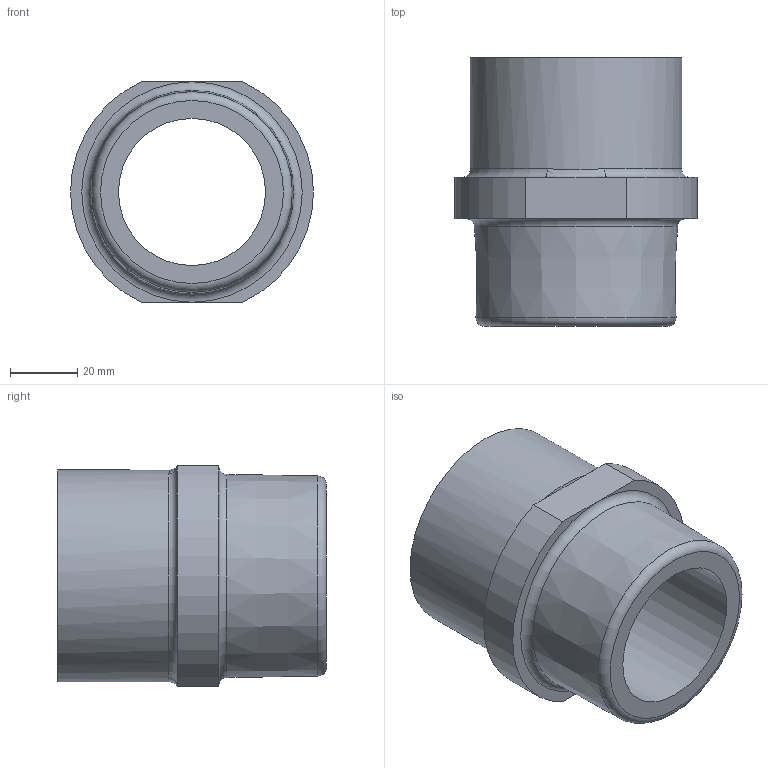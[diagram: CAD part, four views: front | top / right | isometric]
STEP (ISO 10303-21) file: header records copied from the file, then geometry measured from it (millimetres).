
FILE_DESCRIPTION (( 'STEP AP203' ), '1' );
FILE_NAME ('5528020.STEP', '2017-08-16T15:45:16', ( '' ), ( '' ), 'SwSTEP 2.0', 'SolidWorks 2017', '' );
FILE_SCHEMA (( 'CONFIG_CONTROL_DESIGN' ));
Length unit declared in the file: inch
Products named in the file (1): 5528020
Bounding box: 72.14 x 79.76 x 65.53 mm (x, y, z)
Volume: 90947.1 mm3; surface area: 32093.7 mm2
Topology: 1 solids, 1 shells, 21 faces, 47 edges, 30 vertices
Faces by surface type: plane 8, cylinder 5, torus 4, cone 2, bspline 2
Full cylindrical faces by diameter (mm): 43.688 x1, 56.998 x1, 62.992 x1
Entity records: 727 total; most frequent: CARTESIAN_POINT 220, DIRECTION 96, ORIENTED_EDGE 72, AXIS2_PLACEMENT_3D 42, EDGE_CURVE 36, EDGE_LOOP 32, FACE_OUTER_BOUND 26, VERTEX_POINT 26
